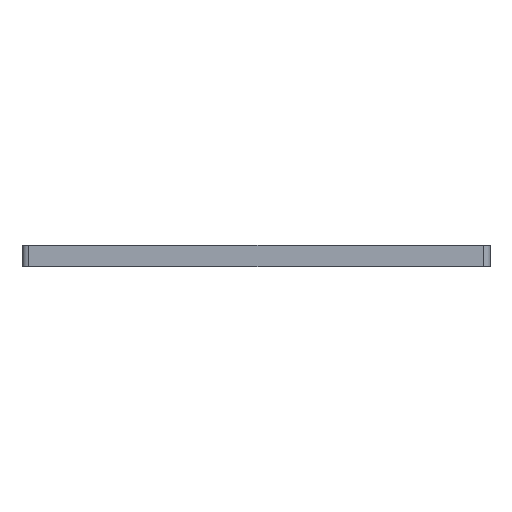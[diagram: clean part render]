
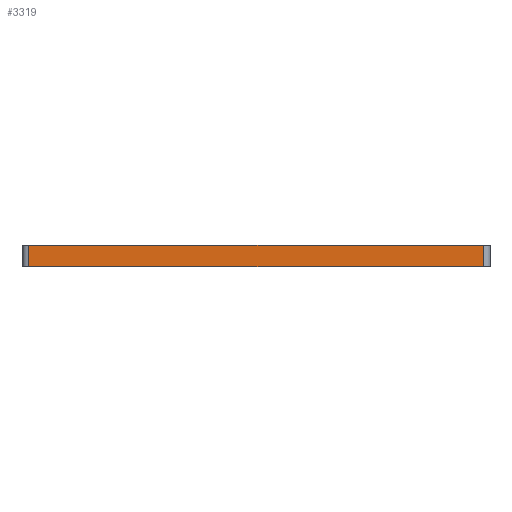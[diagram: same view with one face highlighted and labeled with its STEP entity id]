
A CAD part, front view. The second image highlights one B-rep face of the part: STEP entity #3319.
In plain terms, the highlighted planar face has unit normal (0, -1, 0).
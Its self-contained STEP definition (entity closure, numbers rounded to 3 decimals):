
#84 = PLANE('',#85);
#85 = AXIS2_PLACEMENT_3D('',#86,#87,#88);
#86 = CARTESIAN_POINT('',(148.501,-105.004,1.6));
#87 = DIRECTION('',(-0.,-0.,-1.));
#88 = DIRECTION('',(-1.,0.,0.));
#143 = PLANE('',#144);
#144 = AXIS2_PLACEMENT_3D('',#145,#146,#147);
#145 = CARTESIAN_POINT('',(148.501,-105.004,0.));
#146 = DIRECTION('',(-0.,-0.,-1.));
#147 = DIRECTION('',(-1.,0.,0.));
#739 = VERTEX_POINT('',#740);
#740 = CARTESIAN_POINT('',(165.773,-117.704,0.));
#759 = CYLINDRICAL_SURFACE('',#760,0.508);
#760 = AXIS2_PLACEMENT_3D('',#761,#762,#763);
#761 = CARTESIAN_POINT('',(165.773,-117.196,0.));
#762 = DIRECTION('',(-0.,-0.,-1.));
#763 = DIRECTION('',(1.,0.,-0.));
#771 = EDGE_CURVE('',#739,#772,#774,.T.);
#772 = VERTEX_POINT('',#773);
#773 = CARTESIAN_POINT('',(131.229,-117.704,0.));
#774 = SURFACE_CURVE('',#775,(#779,#786),.PCURVE_S1.);
#775 = LINE('',#776,#777);
#776 = CARTESIAN_POINT('',(165.773,-117.704,0.));
#777 = VECTOR('',#778,1.);
#778 = DIRECTION('',(-1.,0.,0.));
#779 = PCURVE('',#143,#780);
#780 = DEFINITIONAL_REPRESENTATION('',(#781),#785);
#781 = LINE('',#782,#783);
#782 = CARTESIAN_POINT('',(-17.272,-12.7));
#783 = VECTOR('',#784,1.);
#784 = DIRECTION('',(1.,0.));
#785 = ( GEOMETRIC_REPRESENTATION_CONTEXT(2) 
PARAMETRIC_REPRESENTATION_CONTEXT() REPRESENTATION_CONTEXT('2D SPACE',''
  ) );
#786 = PCURVE('',#787,#792);
#787 = PLANE('',#788);
#788 = AXIS2_PLACEMENT_3D('',#789,#790,#791);
#789 = CARTESIAN_POINT('',(165.773,-117.704,0.));
#790 = DIRECTION('',(0.,-1.,0.));
#791 = DIRECTION('',(-1.,0.,0.));
#792 = DEFINITIONAL_REPRESENTATION('',(#793),#797);
#793 = LINE('',#794,#795);
#794 = CARTESIAN_POINT('',(0.,0.));
#795 = VECTOR('',#796,1.);
#796 = DIRECTION('',(1.,0.));
#797 = ( GEOMETRIC_REPRESENTATION_CONTEXT(2) 
PARAMETRIC_REPRESENTATION_CONTEXT() REPRESENTATION_CONTEXT('2D SPACE',''
  ) );
#820 = CYLINDRICAL_SURFACE('',#821,0.508);
#821 = AXIS2_PLACEMENT_3D('',#822,#823,#824);
#822 = CARTESIAN_POINT('',(131.229,-117.196,0.));
#823 = DIRECTION('',(-0.,-0.,-1.));
#824 = DIRECTION('',(1.,0.,-0.));
#2151 = VERTEX_POINT('',#2152);
#2152 = CARTESIAN_POINT('',(165.773,-117.704,1.6));
#2178 = EDGE_CURVE('',#2151,#2179,#2181,.T.);
#2179 = VERTEX_POINT('',#2180);
#2180 = CARTESIAN_POINT('',(131.229,-117.704,1.6));
#2181 = SURFACE_CURVE('',#2182,(#2186,#2193),.PCURVE_S1.);
#2182 = LINE('',#2183,#2184);
#2183 = CARTESIAN_POINT('',(165.773,-117.704,1.6));
#2184 = VECTOR('',#2185,1.);
#2185 = DIRECTION('',(-1.,0.,0.));
#2186 = PCURVE('',#84,#2187);
#2187 = DEFINITIONAL_REPRESENTATION('',(#2188),#2192);
#2188 = LINE('',#2189,#2190);
#2189 = CARTESIAN_POINT('',(-17.272,-12.7));
#2190 = VECTOR('',#2191,1.);
#2191 = DIRECTION('',(1.,0.));
#2192 = ( GEOMETRIC_REPRESENTATION_CONTEXT(2) 
PARAMETRIC_REPRESENTATION_CONTEXT() REPRESENTATION_CONTEXT('2D SPACE',''
  ) );
#2193 = PCURVE('',#787,#2194);
#2194 = DEFINITIONAL_REPRESENTATION('',(#2195),#2199);
#2195 = LINE('',#2196,#2197);
#2196 = CARTESIAN_POINT('',(0.,-1.6));
#2197 = VECTOR('',#2198,1.);
#2198 = DIRECTION('',(1.,0.));
#2199 = ( GEOMETRIC_REPRESENTATION_CONTEXT(2) 
PARAMETRIC_REPRESENTATION_CONTEXT() REPRESENTATION_CONTEXT('2D SPACE',''
  ) );
#3271 = EDGE_CURVE('',#772,#2179,#3272,.T.);
#3272 = SURFACE_CURVE('',#3273,(#3277,#3284),.PCURVE_S1.);
#3273 = LINE('',#3274,#3275);
#3274 = CARTESIAN_POINT('',(131.229,-117.704,0.));
#3275 = VECTOR('',#3276,1.);
#3276 = DIRECTION('',(0.,0.,1.));
#3277 = PCURVE('',#820,#3278);
#3278 = DEFINITIONAL_REPRESENTATION('',(#3279),#3283);
#3279 = LINE('',#3280,#3281);
#3280 = CARTESIAN_POINT('',(-4.713,0.));
#3281 = VECTOR('',#3282,1.);
#3282 = DIRECTION('',(-0.,-1.));
#3283 = ( GEOMETRIC_REPRESENTATION_CONTEXT(2) 
PARAMETRIC_REPRESENTATION_CONTEXT() REPRESENTATION_CONTEXT('2D SPACE',''
  ) );
#3284 = PCURVE('',#787,#3285);
#3285 = DEFINITIONAL_REPRESENTATION('',(#3286),#3290);
#3286 = LINE('',#3287,#3288);
#3287 = CARTESIAN_POINT('',(34.544,0.));
#3288 = VECTOR('',#3289,1.);
#3289 = DIRECTION('',(0.,-1.));
#3290 = ( GEOMETRIC_REPRESENTATION_CONTEXT(2) 
PARAMETRIC_REPRESENTATION_CONTEXT() REPRESENTATION_CONTEXT('2D SPACE',''
  ) );
#3319 = ADVANCED_FACE('',(#3320),#787,.T.);
#3320 = FACE_BOUND('',#3321,.T.);
#3321 = EDGE_LOOP('',(#3322,#3343,#3344,#3345));
#3322 = ORIENTED_EDGE('',*,*,#3323,.T.);
#3323 = EDGE_CURVE('',#739,#2151,#3324,.T.);
#3324 = SURFACE_CURVE('',#3325,(#3329,#3336),.PCURVE_S1.);
#3325 = LINE('',#3326,#3327);
#3326 = CARTESIAN_POINT('',(165.773,-117.704,0.));
#3327 = VECTOR('',#3328,1.);
#3328 = DIRECTION('',(0.,0.,1.));
#3329 = PCURVE('',#787,#3330);
#3330 = DEFINITIONAL_REPRESENTATION('',(#3331),#3335);
#3331 = LINE('',#3332,#3333);
#3332 = CARTESIAN_POINT('',(0.,0.));
#3333 = VECTOR('',#3334,1.);
#3334 = DIRECTION('',(0.,-1.));
#3335 = ( GEOMETRIC_REPRESENTATION_CONTEXT(2) 
PARAMETRIC_REPRESENTATION_CONTEXT() REPRESENTATION_CONTEXT('2D SPACE',''
  ) );
#3336 = PCURVE('',#759,#3337);
#3337 = DEFINITIONAL_REPRESENTATION('',(#3338),#3342);
#3338 = LINE('',#3339,#3340);
#3339 = CARTESIAN_POINT('',(-4.713,0.));
#3340 = VECTOR('',#3341,1.);
#3341 = DIRECTION('',(-0.,-1.));
#3342 = ( GEOMETRIC_REPRESENTATION_CONTEXT(2) 
PARAMETRIC_REPRESENTATION_CONTEXT() REPRESENTATION_CONTEXT('2D SPACE',''
  ) );
#3343 = ORIENTED_EDGE('',*,*,#2178,.T.);
#3344 = ORIENTED_EDGE('',*,*,#3271,.F.);
#3345 = ORIENTED_EDGE('',*,*,#771,.F.);
